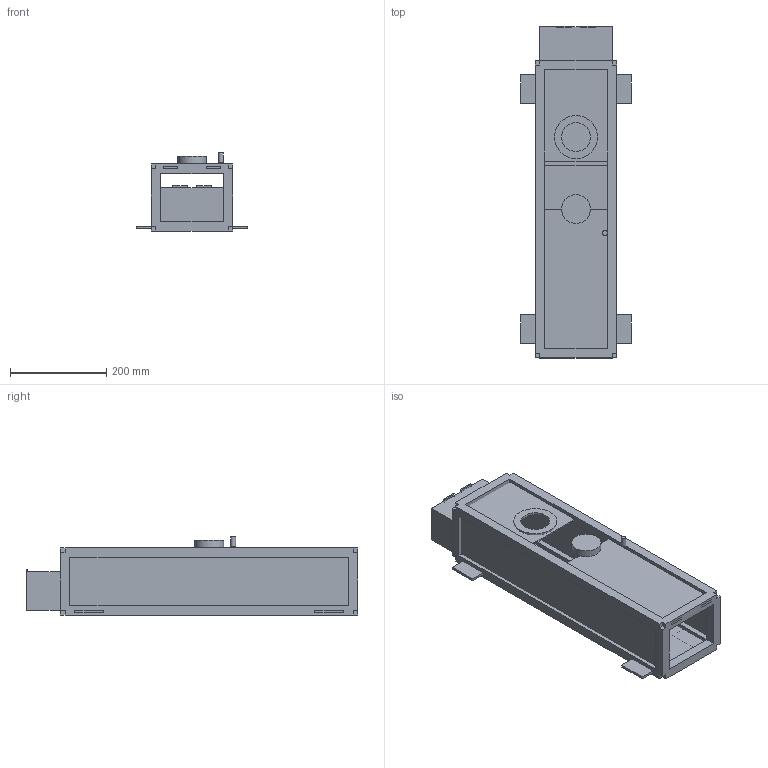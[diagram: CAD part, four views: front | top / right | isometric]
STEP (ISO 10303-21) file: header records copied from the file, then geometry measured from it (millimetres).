
FILE_DESCRIPTION(('Open CASCADE Model'),'2;1');
FILE_NAME('Open CASCADE Shape Model','2026-02-13T03:09:45',('Author'),( 'Open CASCADE'),'Open CASCADE STEP processor 7.8','Open CASCADE 7.8' ,'Unknown');
FILE_SCHEMA(('AUTOMOTIVE_DESIGN { 1 0 10303 214 1 1 1 1 }'));
Length unit declared in the file: millimetre
Products named in the file (18): 729aedae-0889-11f1-ab0b-920006f84b3e; chassis_frame; top_panel; bottom_panel; leg_mount_FL; leg_mount_FR; leg_mount_RL; leg_mount_RR; arm_turret_mount; hinge_mount_left; hinge_mount_right; head_module; led_left; led_right; lidar_mount; antenna; side_panel_left; side_panel_right
Assembly tree (17 placements, depth 2):
  729aedae-0889-11f1-ab0b-920006f84b3e
    chassis_frame
    top_panel
    bottom_panel
    leg_mount_FL
    leg_mount_FR
    leg_mount_RL
    leg_mount_RR
    arm_turret_mount
    hinge_mount_left
    hinge_mount_right
    head_module
    led_left
    led_right
    lidar_mount
    antenna
    side_panel_left
    side_panel_right
Bounding box: 230 x 691.5 x 163 mm (x, y, z)
Volume: 3493557.6 mm3; surface area: 1043858.5 mm2
Topology: 18 solids, 18 shells, 157 faces, 354 edges, 228 vertices
Faces by surface type: plane 151, cylinder 6
Full cylindrical faces by diameter (mm): 10 x1, 25 x1, 60 x2, 85 x1, 90 x1
Entity records: 9240 total; most frequent: CARTESIAN_POINT 1585, DIRECTION 1314, LINE 930, VECTOR 930, ORIENTED_EDGE 708, PCURVE 708, DEFINITIONAL_REPRESENTATION 708, EDGE_CURVE 354
